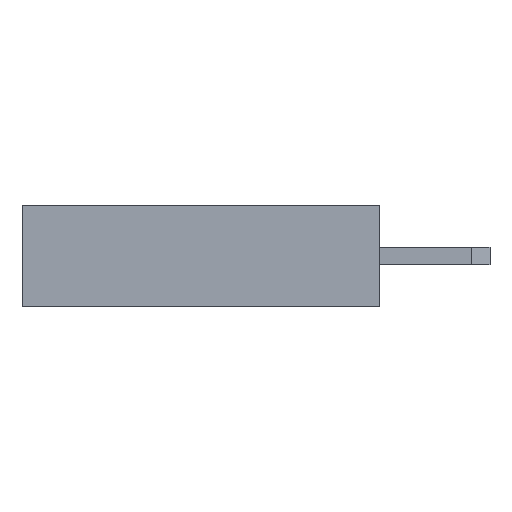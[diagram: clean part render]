
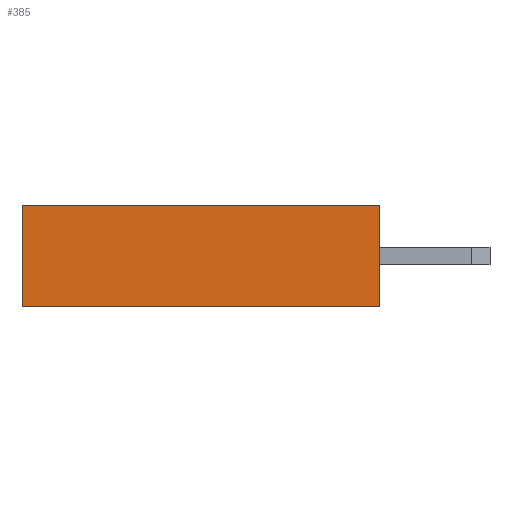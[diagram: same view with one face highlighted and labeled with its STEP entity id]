
A CAD part, left-side view. The second image highlights one B-rep face of the part: STEP entity #385.
In plain terms, the highlighted planar face has unit normal (-1, 0, 0).
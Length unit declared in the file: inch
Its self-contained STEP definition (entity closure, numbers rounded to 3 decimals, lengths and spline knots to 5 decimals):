
#385 = ADVANCED_FACE( '', ( #776 ), #777, .F. );
#776 = FACE_OUTER_BOUND( '', #1162, .T. );
#777 = PLANE( '', #1163 );
#1162 = EDGE_LOOP( '', ( #2157, #2158, #2159, #2160 ) );
#1163 = AXIS2_PLACEMENT_3D( '', #2161, #2162, #2163 );
#2157 = ORIENTED_EDGE( '', *, *, #2352, .T. );
#2158 = ORIENTED_EDGE( '', *, *, #2554, .F. );
#2159 = ORIENTED_EDGE( '', *, *, #2638, .F. );
#2160 = ORIENTED_EDGE( '', *, *, #2725, .T. );
#2161 = CARTESIAN_POINT( '', ( -0.36, 0.335, -0.0475 ) );
#2162 = DIRECTION( '', ( 1., 0., 0. ) );
#2163 = DIRECTION( '', ( 0., 0., -1. ) );
#2352 = EDGE_CURVE( '', #2816, #2814, #2817, .T. );
#2554 = EDGE_CURVE( '', #3135, #2814, #3137, .T. );
#2638 = EDGE_CURVE( '', #3267, #3135, #3269, .T. );
#2725 = EDGE_CURVE( '', #3267, #2816, #3370, .T. );
#2814 = VERTEX_POINT( '', #3488 );
#2816 = VERTEX_POINT( '', #3491 );
#2817 = LINE( '', #3492, #3493 );
#3135 = VERTEX_POINT( '', #3968 );
#3137 = LINE( '', #3971, #3972 );
#3267 = VERTEX_POINT( '', #4170 );
#3269 = LINE( '', #4173, #4174 );
#3370 = LINE( '', #4323, #4324 );
#3488 = CARTESIAN_POINT( '', ( -0.36, 0., 0.0475 ) );
#3491 = CARTESIAN_POINT( '', ( -0.36, 0., -0.0475 ) );
#3492 = CARTESIAN_POINT( '', ( -0.36, 0., -0.0475 ) );
#3493 = VECTOR( '', #4392, 39.37008 );
#3968 = CARTESIAN_POINT( '', ( -0.36, 0.335, 0.0475 ) );
#3971 = CARTESIAN_POINT( '', ( -0.36, 0.335, 0.0475 ) );
#3972 = VECTOR( '', #4551, 39.37008 );
#4170 = CARTESIAN_POINT( '', ( -0.36, 0.335, -0.0475 ) );
#4173 = CARTESIAN_POINT( '', ( -0.36, 0.335, -0.0475 ) );
#4174 = VECTOR( '', #4621, 39.37008 );
#4323 = CARTESIAN_POINT( '', ( -0.36, 0.335, -0.0475 ) );
#4324 = VECTOR( '', #4670, 39.37008 );
#4392 = DIRECTION( '', ( 0., 0., 1. ) );
#4551 = DIRECTION( '', ( 0., -1., 0. ) );
#4621 = DIRECTION( '', ( 0., 0., 1. ) );
#4670 = DIRECTION( '', ( 0., -1., 0. ) );
